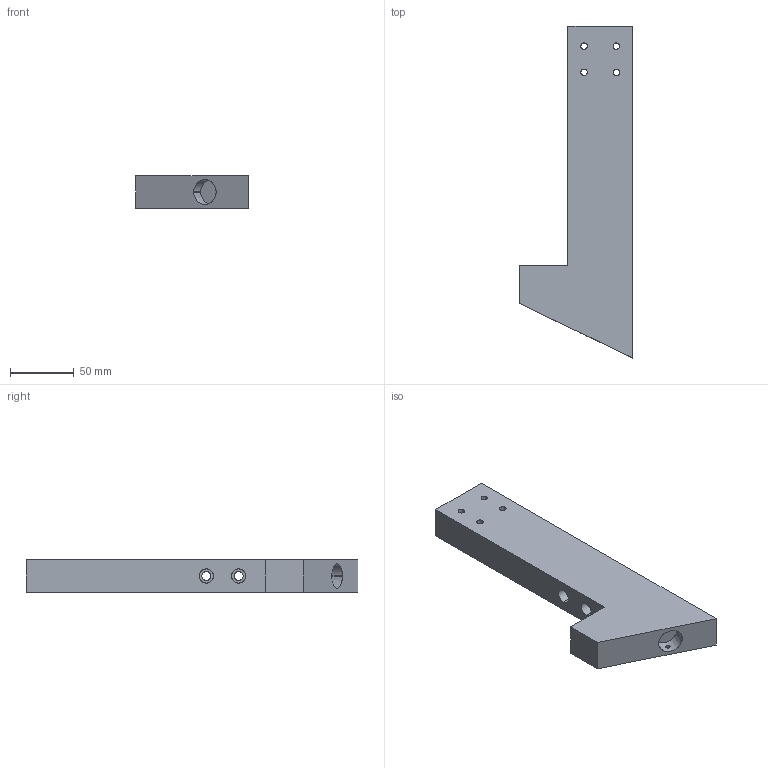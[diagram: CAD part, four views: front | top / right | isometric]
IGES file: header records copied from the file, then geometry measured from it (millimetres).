
Start section: SolidWorks IGES file using analytic representation for surfaces
Global section: file name: D1101807-v1, LEG, FRONT, RAIL, ACB.IGS; native system: SolidWorks 2012; preprocessor: SolidWorks 2012; author: tnguyen; date: 120927.081816; units: inch
Bounding box: 88.9 x 261.37 x 25.4 mm (x, y, z)
Surface area: 50999.4 mm2 (no closed solid volume)
Topology: 0 solids, 0 shells, 39 faces, 940 edges, 936 vertices
Faces by surface type: revolution 28, bspline 11
